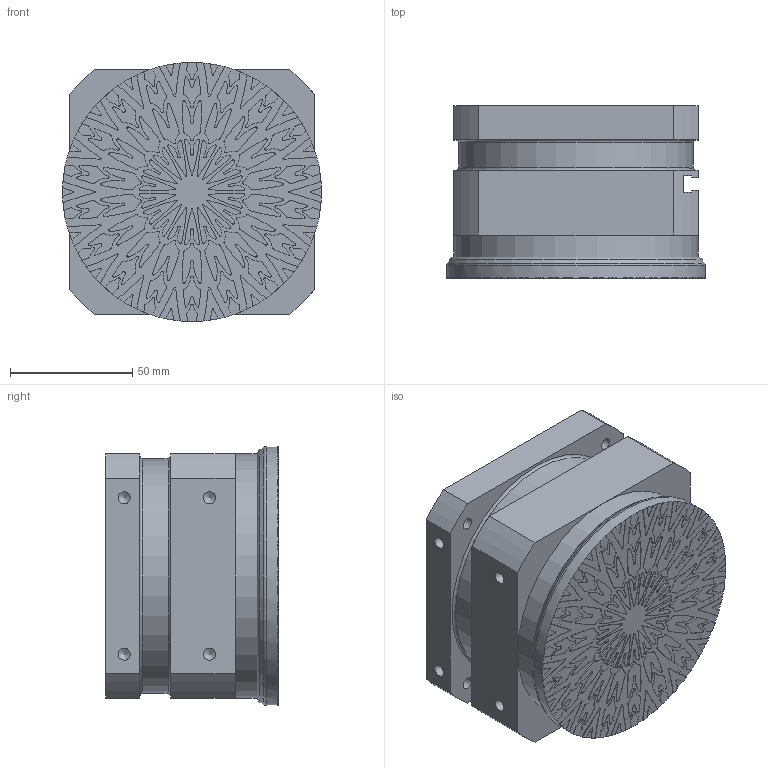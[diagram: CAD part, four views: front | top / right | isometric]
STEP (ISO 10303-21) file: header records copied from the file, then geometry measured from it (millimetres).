
FILE_DESCRIPTION(/* description */ (''),/* implementation_level */ '2;1');
FILE_NAME(/* name */ 'TPGC100088 -.stp',/* time_stamp */ '2016-01-04T15:49:46+01:00',/* author */ ('pb'),/* organization */ (''),/* preprocessor_version */ 'ST-DEVELOPER v15.6',/* originating_system */ 'Autodesk Inventor 2015',/* authorisation */ '');
FILE_SCHEMA (('AUTOMOTIVE_DESIGN { 1 0 10303 214 3 1 1 }'));
Length unit declared in the file: millimetre
Products named in the file (1): Part3
Bounding box: 106 x 70.6 x 106 mm (x, y, z)
Volume: 598478.7 mm3; surface area: 73904.1 mm2
Topology: 1 solids, 5 shells, 1142 faces, 3203 edges, 2130 vertices
Faces by surface type: cylinder 948, plane 179, cone 8, torus 7
Full cylindrical faces by diameter (mm): 4.134 x1, 4.917 x8, 7.6 x1, 8.376 x1, 8.566 x2, 87 x1, 90 x1, 90.376 x1, 92 x1, 93.6 x1, 96 x2, 100 x1, 106 x1
Entity records: 38905 total; most frequent: DIRECTION 7464, CARTESIAN_POINT 6417, ORIENTED_EDGE 6310, AXIS2_PLACEMENT_3D 3166, EDGE_CURVE 3155, VERTEX_POINT 2119, CIRCLE 2023, EDGE_LOOP 1252
